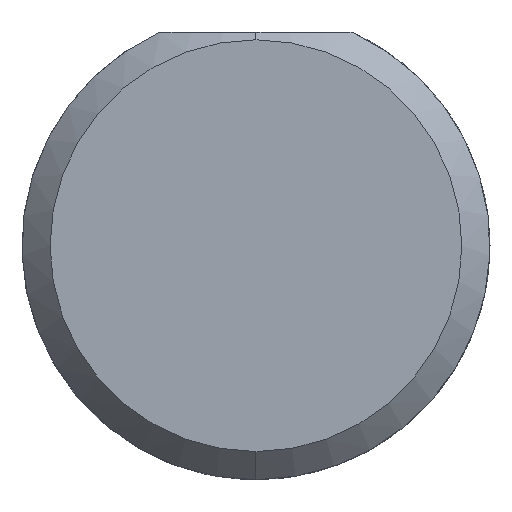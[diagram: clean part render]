
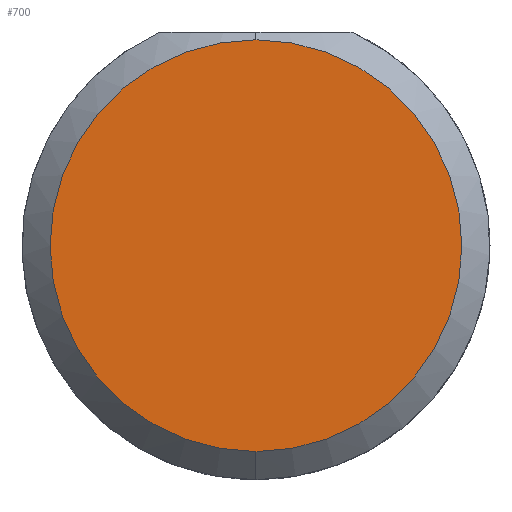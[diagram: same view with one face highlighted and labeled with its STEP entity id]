
A CAD part, left-side view. The second image highlights one B-rep face of the part: STEP entity #700.
In plain terms, the highlighted planar face has unit normal (-1, 0, 0).
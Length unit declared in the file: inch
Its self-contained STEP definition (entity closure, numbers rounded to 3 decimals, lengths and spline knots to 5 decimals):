
#13 = CARTESIAN_POINT ( 'NONE',  ( 0., 0., -0.10985 ) ) ;
#39 = CIRCLE ( 'NONE', #433, 0.10985 ) ;
#76 = DIRECTION ( 'NONE',  ( 0., 0., -1. ) ) ;
#128 = CARTESIAN_POINT ( 'NONE',  ( 0., 0., 0. ) ) ;
#172 = EDGE_CURVE ( 'NONE', #825, #1008, #39, .T. ) ;
#253 = CIRCLE ( 'NONE', #1102, 0.10985 ) ;
#365 = DIRECTION ( 'NONE',  ( 0., 0., -1. ) ) ;
#414 = ORIENTED_EDGE ( 'NONE', *, *, #172, .T. ) ;
#433 = AXIS2_PLACEMENT_3D ( 'NONE', #1278, #793, #365 ) ;
#470 = EDGE_LOOP ( 'NONE', ( #414, #1213 ) ) ;
#534 = EDGE_CURVE ( 'NONE', #1008, #825, #253, .T. ) ;
#565 = AXIS2_PLACEMENT_3D ( 'NONE', #766, #655, #76 ) ;
#655 = DIRECTION ( 'NONE',  ( 1., 0., 0. ) ) ;
#700 = ADVANCED_FACE ( 'NONE', ( #981 ), #856, .F. ) ;
#766 = CARTESIAN_POINT ( 'NONE',  ( 0., 0., 0. ) ) ;
#793 = DIRECTION ( 'NONE',  ( -1., 0., 0. ) ) ;
#825 = VERTEX_POINT ( 'NONE', #13 ) ;
#856 = PLANE ( 'NONE',  #565 ) ;
#937 = DIRECTION ( 'NONE',  ( -1., 0., 0. ) ) ;
#981 = FACE_OUTER_BOUND ( 'NONE', #470, .T. ) ;
#1008 = VERTEX_POINT ( 'NONE', #1128 ) ;
#1102 = AXIS2_PLACEMENT_3D ( 'NONE', #128, #937, #1229 ) ;
#1128 = CARTESIAN_POINT ( 'NONE',  ( 0., 0., 0.10985 ) ) ;
#1213 = ORIENTED_EDGE ( 'NONE', *, *, #534, .T. ) ;
#1229 = DIRECTION ( 'NONE',  ( 0., 0., -1. ) ) ;
#1278 = CARTESIAN_POINT ( 'NONE',  ( 0., 0., 0. ) ) ;
